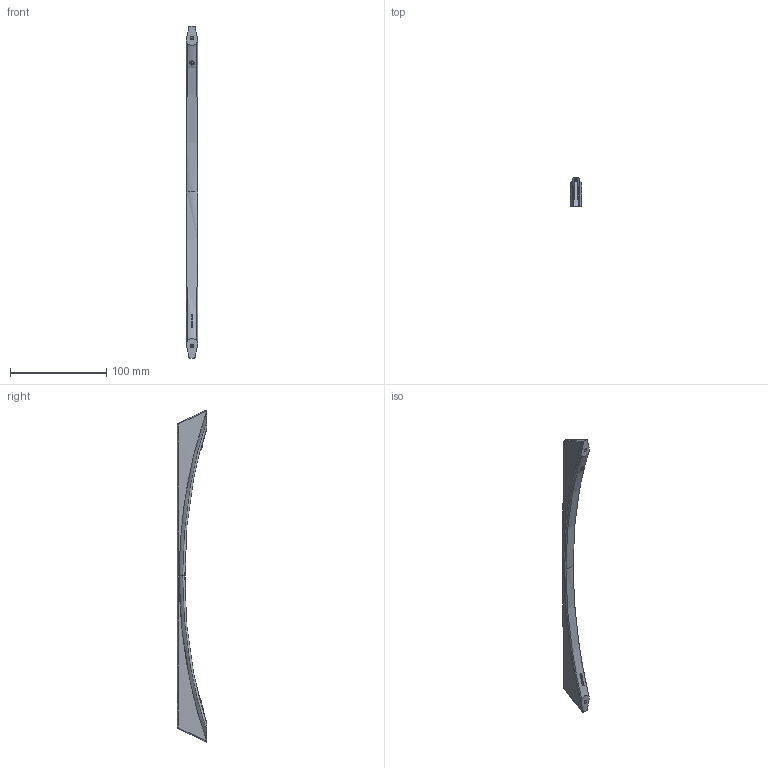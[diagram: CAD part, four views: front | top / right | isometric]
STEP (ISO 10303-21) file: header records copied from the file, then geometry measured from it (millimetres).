
FILE_DESCRIPTION(('Creo Elements/Direct Modeling STEP Export'),'2;1');
FILE_NAME('2341-345.stp','2022-05-31T11:17:55',(''),(''),'Creo Elements/Direct Modeling STEP processor for AP214 (Solid Model)','Creo Elements/Direct Modeling 20.0 12-Nov-2016 (C) Parametric Technology GmbH','');
FILE_SCHEMA(('AUTOMOTIVE_DESIGN { 1 0 10303 214 1 1 1 1 }'));
Length unit declared in the file: millimetre
Products named in the file (2): ZN-9447
Assembly tree (1 placements, depth 2):
  ZN-9447
    ZN-9447
Bounding box: 11.89 x 30.5 x 345 mm (x, y, z)
Volume: 37526.8 mm3; surface area: 16908.9 mm2
Topology: 1 solids, 1 shells, 365 faces, 1019 edges, 670 vertices
Faces by surface type: plane 281, bspline 48, cylinder 19, extrusion 13, cone 4
Entity records: 23207 total; most frequent: CARTESIAN_POINT 14902, ORIENTED_EDGE 2030, EDGE_CURVE 1015, DIRECTION 964, VERTEX_POINT 670, B_SPLINE_CURVE_WITH_KNOTS 592, SURFACE_CURVE 528, EDGE_LOOP 383
